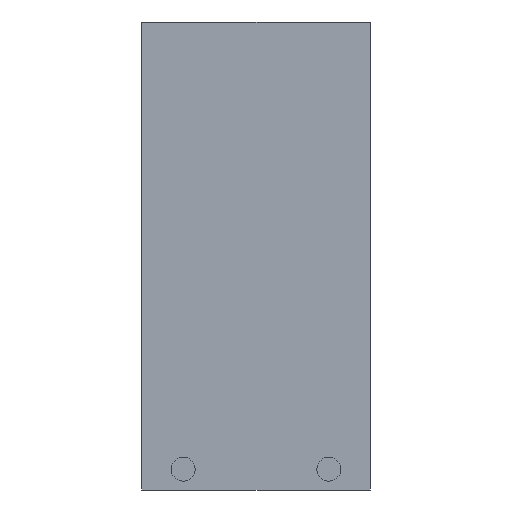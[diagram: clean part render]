
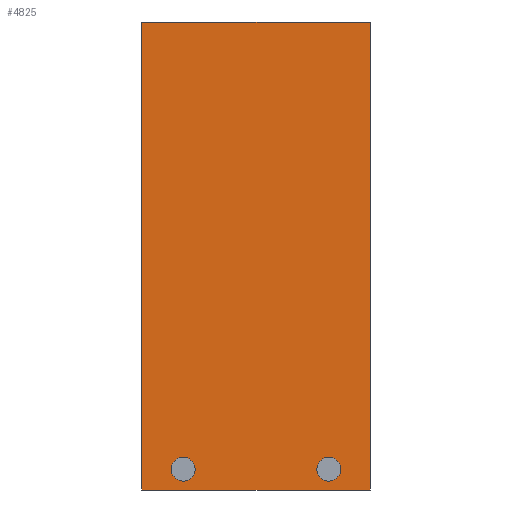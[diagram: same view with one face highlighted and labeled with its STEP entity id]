
A CAD part, left-side view. The second image highlights one B-rep face of the part: STEP entity #4825.
In plain terms, the highlighted planar face has unit normal (-1, 0, 0).
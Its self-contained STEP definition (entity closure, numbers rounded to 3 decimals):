
#40=CIRCLE('',#4899,2.3);
#42=CIRCLE('',#4903,2.3);
#80=FACE_BOUND('',#700,.T.);
#81=FACE_BOUND('',#701,.T.);
#141=PLANE('',#4932);
#404=FACE_OUTER_BOUND('',#699,.T.);
#699=EDGE_LOOP('',(#4365,#4366,#4367,#4368));
#700=EDGE_LOOP('',(#4369));
#701=EDGE_LOOP('',(#4370));
#888=LINE('',#8906,#1205);
#966=LINE('',#10030,#1283);
#987=LINE('',#10087,#1304);
#1011=LINE('',#10154,#1328);
#1205=VECTOR('',#5159,10.);
#1283=VECTOR('',#5289,10.);
#1304=VECTOR('',#5334,10.);
#1328=VECTOR('',#5412,10.);
#2038=VERTEX_POINT('',#8899);
#2041=VERTEX_POINT('',#8904);
#2161=VERTEX_POINT('',#10028);
#2185=VERTEX_POINT('',#10086);
#2188=VERTEX_POINT('',#10096);
#2190=VERTEX_POINT('',#10103);
#2682=EDGE_CURVE('',#2038,#2041,#888,.T.);
#2857=EDGE_CURVE('',#2041,#2161,#966,.T.);
#2885=EDGE_CURVE('',#2038,#2185,#987,.T.);
#2890=EDGE_CURVE('',#2188,#2188,#40,.T.);
#2893=EDGE_CURVE('',#2190,#2190,#42,.T.);
#2917=EDGE_CURVE('',#2185,#2161,#1011,.T.);
#4365=ORIENTED_EDGE('',*,*,#2682,.T.);
#4366=ORIENTED_EDGE('',*,*,#2857,.T.);
#4367=ORIENTED_EDGE('',*,*,#2917,.F.);
#4368=ORIENTED_EDGE('',*,*,#2885,.F.);
#4369=ORIENTED_EDGE('',*,*,#2890,.T.);
#4370=ORIENTED_EDGE('',*,*,#2893,.T.);
#4825=ADVANCED_FACE('',(#404,#80,#81),#141,.T.);
#4899=AXIS2_PLACEMENT_3D('',#10097,#5343,#5344);
#4903=AXIS2_PLACEMENT_3D('',#10104,#5352,#5353);
#4932=AXIS2_PLACEMENT_3D('',#10170,#5436,#5437);
#5159=DIRECTION('',(0.,-1.,0.));
#5289=DIRECTION('',(0.,0.,1.));
#5334=DIRECTION('',(0.,0.,1.));
#5343=DIRECTION('center_axis',(1.,0.,0.));
#5344=DIRECTION('ref_axis',(0.,1.,0.));
#5352=DIRECTION('center_axis',(1.,0.,0.));
#5353=DIRECTION('ref_axis',(0.,1.,0.));
#5412=DIRECTION('',(0.,-1.,0.));
#5436=DIRECTION('center_axis',(-1.,0.,0.));
#5437=DIRECTION('ref_axis',(0.,-1.,0.));
#8899=CARTESIAN_POINT('',(18.546,46.378,0.));
#8904=CARTESIAN_POINT('',(18.546,2.378,0.));
#8906=CARTESIAN_POINT('',(18.546,46.378,0.));
#10028=CARTESIAN_POINT('',(18.546,2.378,90.));
#10030=CARTESIAN_POINT('',(18.546,2.378,0.));
#10086=CARTESIAN_POINT('',(18.546,46.378,90.));
#10087=CARTESIAN_POINT('',(18.546,46.378,0.));
#10096=CARTESIAN_POINT('',(18.546,8.078,4.));
#10097=CARTESIAN_POINT('Origin',(18.546,10.378,4.));
#10103=CARTESIAN_POINT('',(18.546,36.078,4.));
#10104=CARTESIAN_POINT('Origin',(18.546,38.378,4.));
#10154=CARTESIAN_POINT('',(18.546,46.378,90.));
#10170=CARTESIAN_POINT('Origin',(18.546,46.378,0.));
